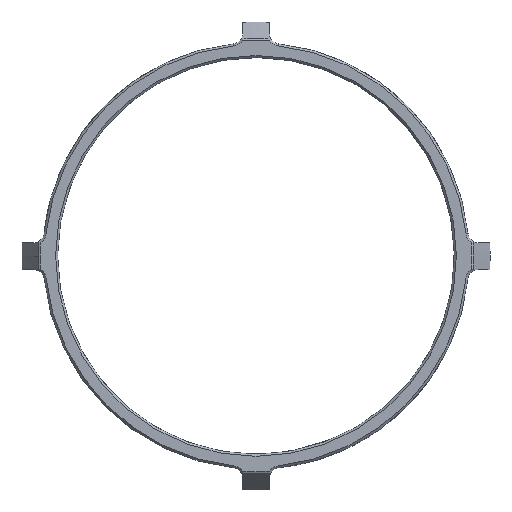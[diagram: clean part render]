
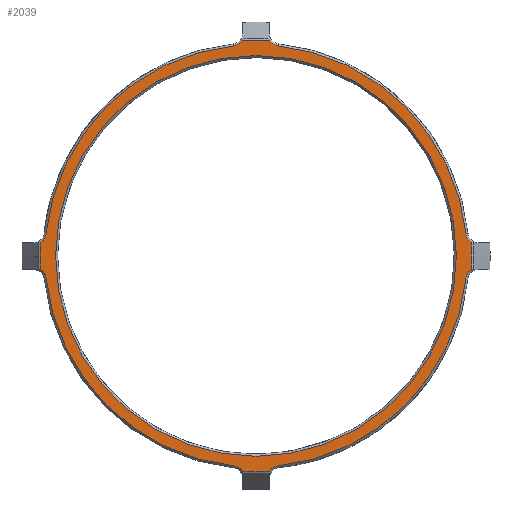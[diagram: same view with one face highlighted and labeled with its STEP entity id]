
A CAD part, top view. The second image highlights one B-rep face of the part: STEP entity #2039.
In plain terms, the highlighted planar face has unit normal (0, 0, 1).
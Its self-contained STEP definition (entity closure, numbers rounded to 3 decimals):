
#1868=CARTESIAN_POINT('',(-144.571,41.261,10.004));
#1869=DIRECTION('',(0.,0.,1.));
#1870=DIRECTION('',(1.,0.,0.));
#1871=AXIS2_PLACEMENT_3D('',#1868,#1869,#1870);
#1872=PLANE('',#1871);
#1873=CARTESIAN_POINT('',(29.8,0.035,10.004));
#1874=VERTEX_POINT('',#1873);
#1875=CARTESIAN_POINT('',(0.,0.035,10.004));
#1876=DIRECTION('',(-0.,-0.,-1.));
#1877=DIRECTION('',(1.,0.,-0.));
#1878=AXIS2_PLACEMENT_3D('',#1875,#1876,#1877);
#1879=CIRCLE('',#1878,29.8);
#1880=EDGE_CURVE('',#1874,#1874,#1879,.T.);
#1881=ORIENTED_EDGE('',*,*,#1880,.T.);
#1882=EDGE_LOOP('',(#1881));
#1883=FACE_BOUND('',#1882,.T.);
#1884=CARTESIAN_POINT('',(31.221,-3.308,10.004));
#1885=VERTEX_POINT('',#1884);
#1886=CARTESIAN_POINT('',(32.039,-1.985,10.004));
#1887=VERTEX_POINT('',#1886);
#1888=CARTESIAN_POINT('',(33.011,-3.5,10.004));
#1889=DIRECTION('',(-0.,-0.,-1.));
#1890=DIRECTION('',(1.,0.,-0.));
#1891=AXIS2_PLACEMENT_3D('',#1888,#1889,#1890);
#1892=CIRCLE('',#1891,1.8);
#1893=EDGE_CURVE('',#1885,#1887,#1892,.T.);
#1894=ORIENTED_EDGE('',*,*,#1893,.T.);
#1895=CARTESIAN_POINT('',(32.038,1.99,10.004));
#1896=VERTEX_POINT('',#1895);
#1897=CARTESIAN_POINT('',(0.,-0.,10.004));
#1898=DIRECTION('',(0.,0.,1.));
#1899=DIRECTION('',(1.,0.,-0.));
#1900=AXIS2_PLACEMENT_3D('',#1897,#1898,#1899);
#1901=CIRCLE('',#1900,32.1);
#1902=EDGE_CURVE('',#1887,#1896,#1901,.T.);
#1903=ORIENTED_EDGE('',*,*,#1902,.T.);
#1904=CARTESIAN_POINT('',(31.229,3.312,10.004));
#1905=VERTEX_POINT('',#1904);
#1906=CARTESIAN_POINT('',(33.019,3.5,10.004));
#1907=DIRECTION('',(-0.,-0.,-1.));
#1908=DIRECTION('',(1.,0.,-0.));
#1909=AXIS2_PLACEMENT_3D('',#1906,#1907,#1908);
#1910=CIRCLE('',#1909,1.8);
#1911=EDGE_CURVE('',#1896,#1905,#1910,.T.);
#1912=ORIENTED_EDGE('',*,*,#1911,.T.);
#1913=CARTESIAN_POINT('',(3.31,31.26,10.004));
#1914=VERTEX_POINT('',#1913);
#1915=CARTESIAN_POINT('',(0.,0.035,10.004));
#1916=DIRECTION('',(0.,0.,1.));
#1917=DIRECTION('',(1.,0.,-0.));
#1918=AXIS2_PLACEMENT_3D('',#1915,#1916,#1917);
#1919=CIRCLE('',#1918,31.4);
#1920=EDGE_CURVE('',#1905,#1914,#1919,.T.);
#1921=ORIENTED_EDGE('',*,*,#1920,.T.);
#1922=CARTESIAN_POINT('',(2.012,32.037,10.004));
#1923=VERTEX_POINT('',#1922);
#1924=CARTESIAN_POINT('',(3.5,33.05,10.004));
#1925=DIRECTION('',(-0.,-0.,-1.));
#1926=DIRECTION('',(1.,0.,-0.));
#1927=AXIS2_PLACEMENT_3D('',#1924,#1925,#1926);
#1928=CIRCLE('',#1927,1.8);
#1929=EDGE_CURVE('',#1914,#1923,#1928,.T.);
#1930=ORIENTED_EDGE('',*,*,#1929,.T.);
#1931=CARTESIAN_POINT('',(-2.012,32.037,10.004));
#1932=VERTEX_POINT('',#1931);
#1933=CARTESIAN_POINT('',(0.,0.,10.004));
#1934=DIRECTION('',(0.,0.,1.));
#1935=DIRECTION('',(1.,0.,-0.));
#1936=AXIS2_PLACEMENT_3D('',#1933,#1934,#1935);
#1937=CIRCLE('',#1936,32.1);
#1938=EDGE_CURVE('',#1923,#1932,#1937,.T.);
#1939=ORIENTED_EDGE('',*,*,#1938,.T.);
#1940=CARTESIAN_POINT('',(-3.31,31.26,10.004));
#1941=VERTEX_POINT('',#1940);
#1942=CARTESIAN_POINT('',(-3.5,33.05,10.004));
#1943=DIRECTION('',(-0.,-0.,-1.));
#1944=DIRECTION('',(1.,0.,-0.));
#1945=AXIS2_PLACEMENT_3D('',#1942,#1943,#1944);
#1946=CIRCLE('',#1945,1.8);
#1947=EDGE_CURVE('',#1932,#1941,#1946,.T.);
#1948=ORIENTED_EDGE('',*,*,#1947,.T.);
#1949=CARTESIAN_POINT('',(-31.229,3.312,10.004));
#1950=VERTEX_POINT('',#1949);
#1951=CARTESIAN_POINT('',(0.,0.035,10.004));
#1952=DIRECTION('',(0.,0.,1.));
#1953=DIRECTION('',(1.,0.,-0.));
#1954=AXIS2_PLACEMENT_3D('',#1951,#1952,#1953);
#1955=CIRCLE('',#1954,31.4);
#1956=EDGE_CURVE('',#1941,#1950,#1955,.T.);
#1957=ORIENTED_EDGE('',*,*,#1956,.T.);
#1958=CARTESIAN_POINT('',(-32.038,1.99,10.004));
#1959=VERTEX_POINT('',#1958);
#1960=CARTESIAN_POINT('',(-33.019,3.5,10.004));
#1961=DIRECTION('',(-0.,-0.,-1.));
#1962=DIRECTION('',(1.,0.,-0.));
#1963=AXIS2_PLACEMENT_3D('',#1960,#1961,#1962);
#1964=CIRCLE('',#1963,1.8);
#1965=EDGE_CURVE('',#1950,#1959,#1964,.T.);
#1966=ORIENTED_EDGE('',*,*,#1965,.T.);
#1967=CARTESIAN_POINT('',(-32.1,0.,10.004));
#1968=VERTEX_POINT('',#1967);
#1969=CARTESIAN_POINT('',(0.,0.,10.004));
#1970=DIRECTION('',(0.,0.,1.));
#1971=DIRECTION('',(1.,0.,-0.));
#1972=AXIS2_PLACEMENT_3D('',#1969,#1970,#1971);
#1973=CIRCLE('',#1972,32.1);
#1974=EDGE_CURVE('',#1959,#1968,#1973,.T.);
#1975=ORIENTED_EDGE('',*,*,#1974,.T.);
#1976=CARTESIAN_POINT('',(-32.039,-1.985,10.004));
#1977=VERTEX_POINT('',#1976);
#1978=CARTESIAN_POINT('',(0.,0.,10.004));
#1979=DIRECTION('',(0.,0.,1.));
#1980=DIRECTION('',(1.,0.,-0.));
#1981=AXIS2_PLACEMENT_3D('',#1978,#1979,#1980);
#1982=CIRCLE('',#1981,32.1);
#1983=EDGE_CURVE('',#1968,#1977,#1982,.T.);
#1984=ORIENTED_EDGE('',*,*,#1983,.T.);
#1985=CARTESIAN_POINT('',(-31.221,-3.308,10.004));
#1986=VERTEX_POINT('',#1985);
#1987=CARTESIAN_POINT('',(-33.011,-3.5,10.004));
#1988=DIRECTION('',(-0.,-0.,-1.));
#1989=DIRECTION('',(1.,0.,-0.));
#1990=AXIS2_PLACEMENT_3D('',#1987,#1988,#1989);
#1991=CIRCLE('',#1990,1.8);
#1992=EDGE_CURVE('',#1977,#1986,#1991,.T.);
#1993=ORIENTED_EDGE('',*,*,#1992,.T.);
#1994=CARTESIAN_POINT('',(-3.31,-31.19,10.004));
#1995=VERTEX_POINT('',#1994);
#1996=CARTESIAN_POINT('',(0.,0.035,10.004));
#1997=DIRECTION('',(0.,0.,1.));
#1998=DIRECTION('',(1.,0.,-0.));
#1999=AXIS2_PLACEMENT_3D('',#1996,#1997,#1998);
#2000=CIRCLE('',#1999,31.4);
#2001=EDGE_CURVE('',#1986,#1995,#2000,.T.);
#2002=ORIENTED_EDGE('',*,*,#2001,.T.);
#2003=CARTESIAN_POINT('',(-1.998,-31.988,10.004));
#2004=VERTEX_POINT('',#2003);
#2005=CARTESIAN_POINT('',(-3.5,-32.98,10.004));
#2006=DIRECTION('',(-0.,-0.,-1.));
#2007=DIRECTION('',(1.,0.,-0.));
#2008=AXIS2_PLACEMENT_3D('',#2005,#2006,#2007);
#2009=CIRCLE('',#2008,1.8);
#2010=EDGE_CURVE('',#1995,#2004,#2009,.T.);
#2011=ORIENTED_EDGE('',*,*,#2010,.T.);
#2012=CARTESIAN_POINT('',(1.998,-31.988,10.004));
#2013=VERTEX_POINT('',#2012);
#2014=CARTESIAN_POINT('',(0.,0.05,10.004));
#2015=DIRECTION('',(0.,0.,1.));
#2016=DIRECTION('',(1.,0.,-0.));
#2017=AXIS2_PLACEMENT_3D('',#2014,#2015,#2016);
#2018=CIRCLE('',#2017,32.1);
#2019=EDGE_CURVE('',#2004,#2013,#2018,.T.);
#2020=ORIENTED_EDGE('',*,*,#2019,.T.);
#2021=CARTESIAN_POINT('',(3.31,-31.19,10.004));
#2022=VERTEX_POINT('',#2021);
#2023=CARTESIAN_POINT('',(3.5,-32.98,10.004));
#2024=DIRECTION('',(-0.,-0.,-1.));
#2025=DIRECTION('',(1.,0.,-0.));
#2026=AXIS2_PLACEMENT_3D('',#2023,#2024,#2025);
#2027=CIRCLE('',#2026,1.8);
#2028=EDGE_CURVE('',#2013,#2022,#2027,.T.);
#2029=ORIENTED_EDGE('',*,*,#2028,.T.);
#2030=CARTESIAN_POINT('',(0.,0.035,10.004));
#2031=DIRECTION('',(0.,0.,1.));
#2032=DIRECTION('',(1.,0.,-0.));
#2033=AXIS2_PLACEMENT_3D('',#2030,#2031,#2032);
#2034=CIRCLE('',#2033,31.4);
#2035=EDGE_CURVE('',#2022,#1885,#2034,.T.);
#2036=ORIENTED_EDGE('',*,*,#2035,.T.);
#2037=EDGE_LOOP('',(#1894,#1903,#1912,#1921,#1930,#1939,#1948,#1957,#1966,#1975,#1984,#1993,#2002,#2011,#2020,#2029,#2036));
#2038=FACE_BOUND('',#2037,.T.);
#2039=ADVANCED_FACE('',(#1883,#2038),#1872,.T.);
